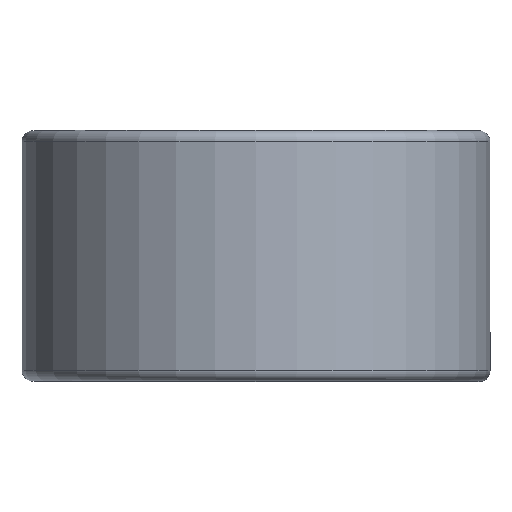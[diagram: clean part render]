
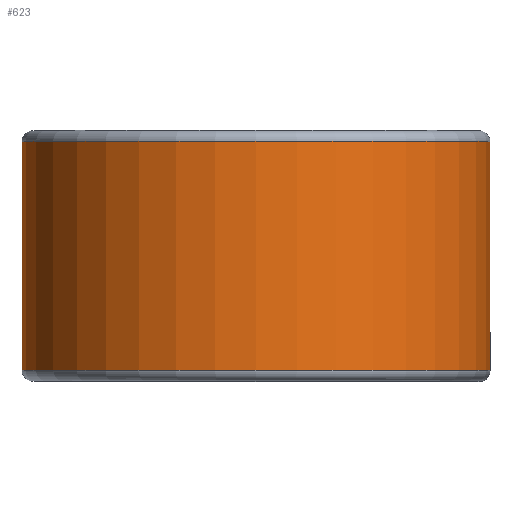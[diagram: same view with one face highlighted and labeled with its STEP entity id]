
A CAD part, top view. The second image highlights one B-rep face of the part: STEP entity #623.
In plain terms, the highlighted cylindrical face has radius 16.294 mm (diameter 32.588 mm), a partial arc.
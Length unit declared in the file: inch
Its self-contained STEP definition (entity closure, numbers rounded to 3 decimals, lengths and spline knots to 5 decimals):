
#16 = EDGE_CURVE ( 'NONE', #313, #2382, #49, .T. ) ;
#25 = EDGE_CURVE ( 'NONE', #313, #2345, #653, .T. ) ;
#32 = EDGE_CURVE ( 'NONE', #2345, #2260, #1842, .T. ) ;
#49 = CIRCLE ( 'NONE', #1420, 0.6415 ) ;
#194 = ORIENTED_EDGE ( 'NONE', *, *, #32, .T. ) ;
#313 = VERTEX_POINT ( 'NONE', #1555 ) ;
#344 = DIRECTION ( 'NONE',  ( 0., -1., 0. ) ) ;
#355 = DIRECTION ( 'NONE',  ( 0., 0., -1. ) ) ;
#414 = DIRECTION ( 'NONE',  ( 0., -1., 0. ) ) ;
#451 = ORIENTED_EDGE ( 'NONE', *, *, #1049, .F. ) ;
#472 = CARTESIAN_POINT ( 'NONE',  ( 0., -0.31375, -0.6415 ) ) ;
#473 = DIRECTION ( 'NONE',  ( 0., 0., -1. ) ) ;
#490 = CARTESIAN_POINT ( 'NONE',  ( 0., 0.31375, 0. ) ) ;
#585 = CARTESIAN_POINT ( 'NONE',  ( 0., 0.31375, -0.6415 ) ) ;
#615 = CARTESIAN_POINT ( 'NONE',  ( 0.6415, 0.31375, 0. ) ) ;
#622 = CARTESIAN_POINT ( 'NONE',  ( 0., 0.31375, -0.6415 ) ) ;
#623 = ADVANCED_FACE ( 'NONE', ( #1879 ), #662, .T. ) ;
#653 = LINE ( 'NONE', #615, #1073 ) ;
#662 = CYLINDRICAL_SURFACE ( 'NONE', #685, 0.6415 ) ;
#685 = AXIS2_PLACEMENT_3D ( 'NONE', #1473, #344, #355 ) ;
#690 = AXIS2_PLACEMENT_3D ( 'NONE', #490, #414, #473 ) ;
#743 = LINE ( 'NONE', #585, #1630 ) ;
#786 = CARTESIAN_POINT ( 'NONE',  ( 0., -0.31375, 0. ) ) ;
#839 = DIRECTION ( 'NONE',  ( 0., -1., 0. ) ) ;
#933 = ORIENTED_EDGE ( 'NONE', *, *, #16, .F. ) ;
#1049 = EDGE_CURVE ( 'NONE', #2382, #2260, #743, .T. ) ;
#1073 = VECTOR ( 'NONE', #1406, 39.37008 ) ;
#1099 = ORIENTED_EDGE ( 'NONE', *, *, #25, .T. ) ;
#1200 = DIRECTION ( 'NONE',  ( 0., 0., -1. ) ) ;
#1406 = DIRECTION ( 'NONE',  ( 0., 1., 0. ) ) ;
#1420 = AXIS2_PLACEMENT_3D ( 'NONE', #786, #839, #1200 ) ;
#1473 = CARTESIAN_POINT ( 'NONE',  ( 0., 0.3125, 0. ) ) ;
#1555 = CARTESIAN_POINT ( 'NONE',  ( 0.6415, -0.31375, 0. ) ) ;
#1584 = CARTESIAN_POINT ( 'NONE',  ( 0.6415, 0.31375, 0. ) ) ;
#1630 = VECTOR ( 'NONE', #2295, 39.37008 ) ;
#1842 = CIRCLE ( 'NONE', #690, 0.6415 ) ;
#1879 = FACE_OUTER_BOUND ( 'NONE', #2425, .T. ) ;
#2260 = VERTEX_POINT ( 'NONE', #622 ) ;
#2295 = DIRECTION ( 'NONE',  ( 0., 1., 0. ) ) ;
#2345 = VERTEX_POINT ( 'NONE', #1584 ) ;
#2382 = VERTEX_POINT ( 'NONE', #472 ) ;
#2425 = EDGE_LOOP ( 'NONE', ( #1099, #194, #451, #933 ) ) ;
